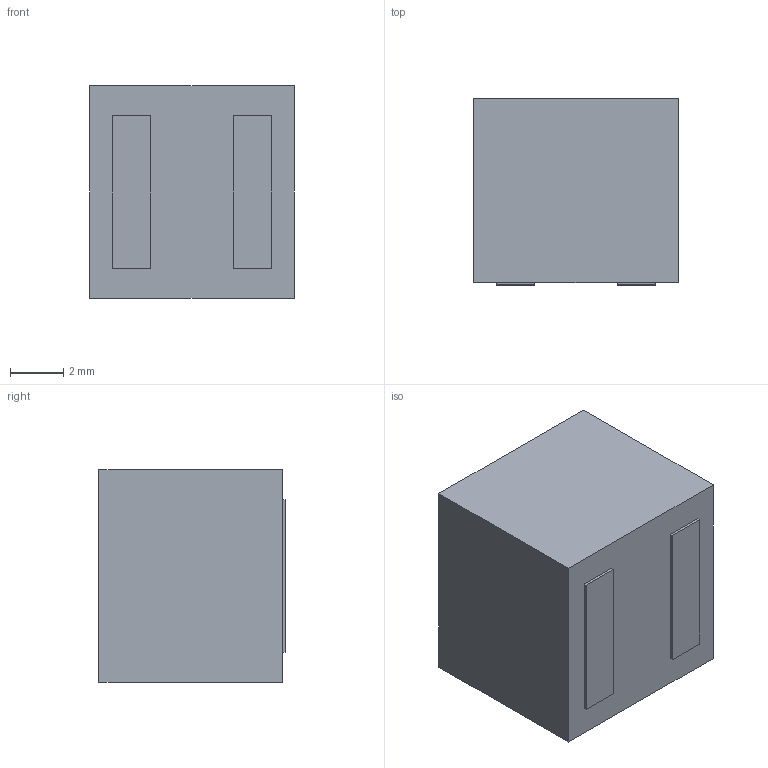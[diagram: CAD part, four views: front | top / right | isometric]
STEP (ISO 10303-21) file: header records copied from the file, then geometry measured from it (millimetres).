
FILE_DESCRIPTION (( 'STEP AP214' ), '1' );
FILE_NAME ('Coilcraft-XAL7070-562-DEFAULT.STEP', '2011-10-13T10:28:08', ( 'sysAdmin' ), ( 'SolidWorks' ), 'SwSTEP 2.0', 'SolidWorks 2012', '' );
FILE_SCHEMA (( 'AUTOMOTIVE_DESIGN' ));
Length unit declared in the file: millimetre
Products named in the file (1): Coilcraft-XAL7070-562-DEFAULT
Bounding box: 7.7 x 7 x 8 mm (x, y, z)
Volume: 426.7 mm3; surface area: 342.8 mm2
Topology: 1 solids, 1 shells, 82 faces, 180 edges, 108 vertices
Faces by surface type: bspline 42, plane 40
Entity records: 5064 total; most frequent: CARTESIAN_POINT 2685, ORIENTED_EDGE 360, EDGE_CURVE 180, DIRECTION 154, B_SPLINE_CURVE_WITH_KNOTS 108, VERTEX_POINT 108, EDGE_LOOP 90, UNCERTAINTY_MEASURE_WITH_UNIT 85
